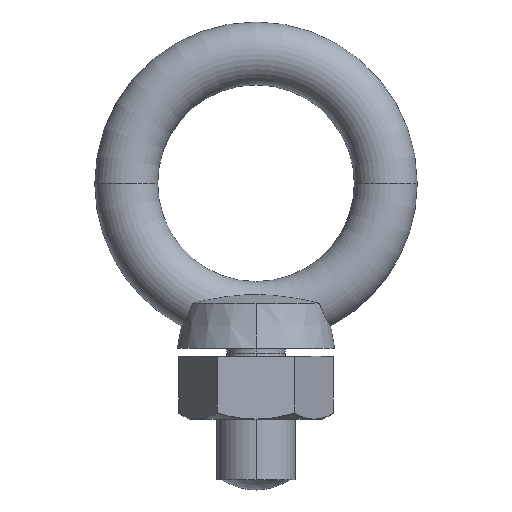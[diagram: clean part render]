
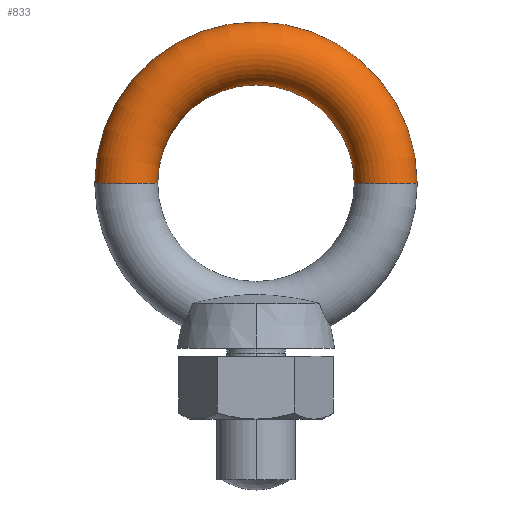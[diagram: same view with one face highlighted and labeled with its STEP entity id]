
A CAD part, top view. The second image highlights one B-rep face of the part: STEP entity #833.
In plain terms, the highlighted toroidal (fillet/blend) face has major radius 16.5 mm and minor radius 4 mm.
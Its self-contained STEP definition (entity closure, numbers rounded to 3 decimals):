
#37 = CARTESIAN_POINT ( 'NONE',  ( 12.5, 0., 0. ) ) ;
#38 = CARTESIAN_POINT ( 'NONE',  ( 20.5, 0., 0. ) ) ;
#64 = CIRCLE ( 'NONE', #142, 20.5 ) ;
#133 = DIRECTION ( 'NONE',  ( -1., 0., 0. ) ) ;
#134 = DIRECTION ( 'NONE',  ( 0., 0., -1. ) ) ;
#135 = CARTESIAN_POINT ( 'NONE',  ( 0., 0., 0. ) ) ;
#136 = AXIS2_PLACEMENT_3D ( 'NONE', #135, #134, #133 ) ;
#137 = TOROIDAL_SURFACE ( 'NONE', #136, 16.5, 4. ) ;
#138 = FACE_OUTER_BOUND ( 'NONE', #583, .T. ) ;
#139 = DIRECTION ( 'NONE',  ( -1., 0., 0. ) ) ;
#140 = DIRECTION ( 'NONE',  ( 0., 0., -1. ) ) ;
#141 = CARTESIAN_POINT ( 'NONE',  ( 0., 0., 0. ) ) ;
#142 = AXIS2_PLACEMENT_3D ( 'NONE', #141, #140, #139 ) ;
#579 = ORIENTED_EDGE ( 'NONE', *, *, #580, .F. ) ;
#580 = EDGE_CURVE ( 'NONE', #608, #605, #1330, .T. ) ;
#581 = ORIENTED_EDGE ( 'NONE', *, *, #712, .T. ) ;
#582 = ORIENTED_EDGE ( 'NONE', *, *, #590, .T. ) ;
#583 = EDGE_LOOP ( 'NONE', ( #834, #579, #581, #582 ) ) ;
#590 = EDGE_CURVE ( 'NONE', #851, #850, #1355, .T. ) ;
#605 = VERTEX_POINT ( 'NONE', #1133 ) ;
#608 = VERTEX_POINT ( 'NONE', #1127 ) ;
#712 = EDGE_CURVE ( 'NONE', #608, #851, #1492, .T. ) ;
#830 = EDGE_CURVE ( 'NONE', #605, #850, #64, .T. ) ;
#833 = ADVANCED_FACE ( 'NONE', ( #138 ), #137, .T. ) ;
#834 = ORIENTED_EDGE ( 'NONE', *, *, #830, .F. ) ;
#850 = VERTEX_POINT ( 'NONE', #38 ) ;
#851 = VERTEX_POINT ( 'NONE', #37 ) ;
#1127 = CARTESIAN_POINT ( 'NONE',  ( -12.5, 0., 0. ) ) ;
#1133 = CARTESIAN_POINT ( 'NONE',  ( -20.5, 0., 0. ) ) ;
#1326 = DIRECTION ( 'NONE',  ( 0., 0., -1. ) ) ;
#1327 = DIRECTION ( 'NONE',  ( 0., -1., 0. ) ) ;
#1328 = CARTESIAN_POINT ( 'NONE',  ( -16.5, 0., 0. ) ) ;
#1329 = AXIS2_PLACEMENT_3D ( 'NONE', #1328, #1327, #1326 ) ;
#1330 = CIRCLE ( 'NONE', #1329, 4. ) ;
#1351 = DIRECTION ( 'NONE',  ( -1., 0., 0. ) ) ;
#1352 = DIRECTION ( 'NONE',  ( 0., 1., 0. ) ) ;
#1353 = CARTESIAN_POINT ( 'NONE',  ( 16.5, 0., 0. ) ) ;
#1354 = AXIS2_PLACEMENT_3D ( 'NONE', #1353, #1352, #1351 ) ;
#1355 = CIRCLE ( 'NONE', #1354, 4. ) ;
#1488 = DIRECTION ( 'NONE',  ( -1., 0., 0. ) ) ;
#1489 = DIRECTION ( 'NONE',  ( 0., 0., -1. ) ) ;
#1490 = CARTESIAN_POINT ( 'NONE',  ( 0., 0., 0. ) ) ;
#1491 = AXIS2_PLACEMENT_3D ( 'NONE', #1490, #1489, #1488 ) ;
#1492 = CIRCLE ( 'NONE', #1491, 12.5 ) ;
